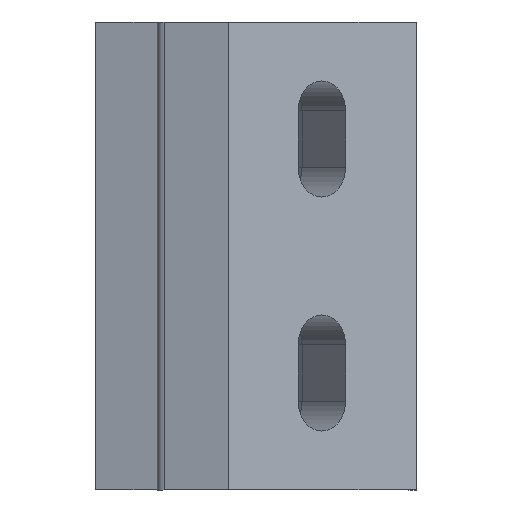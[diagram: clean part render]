
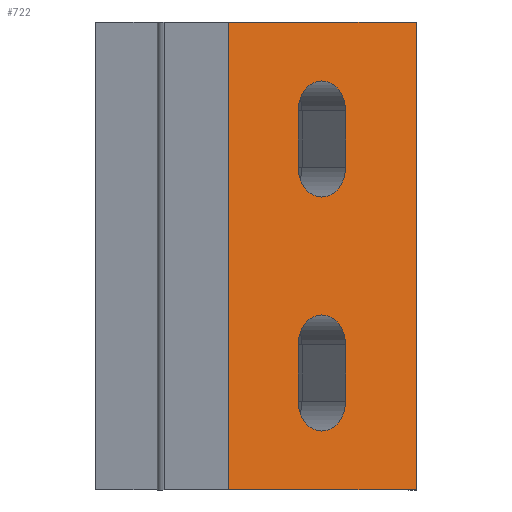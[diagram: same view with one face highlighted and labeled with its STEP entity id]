
A CAD part, left-side view. The second image highlights one B-rep face of the part: STEP entity #722.
In plain terms, the highlighted planar face has unit normal (-0.79, -0.613, 0).
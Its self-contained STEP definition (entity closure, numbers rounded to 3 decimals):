
#19=FACE_BOUND('',#118,.T.);
#20=FACE_BOUND('',#119,.T.);
#41=PLANE('',#784);
#75=FACE_OUTER_BOUND('',#117,.T.);
#117=EDGE_LOOP('',(#636,#637,#638,#639));
#118=EDGE_LOOP('',(#640,#641,#642,#643));
#119=EDGE_LOOP('',(#644,#645,#646,#647));
#161=LINE('',#1094,#237);
#168=LINE('',#1112,#244);
#174=LINE('',#1126,#250);
#191=LINE('',#1178,#267);
#192=LINE('',#1182,#268);
#193=LINE('',#1186,#269);
#194=LINE('',#1192,#270);
#195=LINE('',#1195,#271);
#237=VECTOR('',#876,10.);
#244=VECTOR('',#893,10.);
#250=VECTOR('',#909,1000.);
#267=VECTOR('',#964,1000.);
#268=VECTOR('',#967,10.);
#269=VECTOR('',#970,10.);
#270=VECTOR('',#975,10.);
#271=VECTOR('',#978,10.);
#302=CIRCLE('',#785,1.6);
#303=CIRCLE('',#786,1.6);
#304=CIRCLE('',#787,1.6);
#305=CIRCLE('',#788,1.6);
#338=VERTEX_POINT('',#1090);
#340=VERTEX_POINT('',#1093);
#344=VERTEX_POINT('',#1108);
#346=VERTEX_POINT('',#1111);
#366=VERTEX_POINT('',#1180);
#367=VERTEX_POINT('',#1181);
#368=VERTEX_POINT('',#1183);
#369=VERTEX_POINT('',#1185);
#370=VERTEX_POINT('',#1188);
#371=VERTEX_POINT('',#1189);
#372=VERTEX_POINT('',#1191);
#373=VERTEX_POINT('',#1193);
#417=EDGE_CURVE('',#340,#338,#161,.T.);
#426=EDGE_CURVE('',#346,#344,#168,.T.);
#434=EDGE_CURVE('',#340,#344,#174,.T.);
#459=EDGE_CURVE('',#338,#346,#191,.T.);
#460=EDGE_CURVE('',#366,#367,#192,.T.);
#461=EDGE_CURVE('',#366,#368,#302,.T.);
#462=EDGE_CURVE('',#368,#369,#193,.T.);
#463=EDGE_CURVE('',#369,#367,#303,.T.);
#464=EDGE_CURVE('',#370,#371,#304,.F.);
#465=EDGE_CURVE('',#370,#372,#194,.F.);
#466=EDGE_CURVE('',#373,#372,#305,.F.);
#467=EDGE_CURVE('',#371,#373,#195,.F.);
#636=ORIENTED_EDGE('',*,*,#417,.T.);
#637=ORIENTED_EDGE('',*,*,#459,.T.);
#638=ORIENTED_EDGE('',*,*,#426,.T.);
#639=ORIENTED_EDGE('',*,*,#434,.F.);
#640=ORIENTED_EDGE('',*,*,#460,.F.);
#641=ORIENTED_EDGE('',*,*,#461,.T.);
#642=ORIENTED_EDGE('',*,*,#462,.T.);
#643=ORIENTED_EDGE('',*,*,#463,.T.);
#644=ORIENTED_EDGE('',*,*,#464,.F.);
#645=ORIENTED_EDGE('',*,*,#465,.T.);
#646=ORIENTED_EDGE('',*,*,#466,.F.);
#647=ORIENTED_EDGE('',*,*,#467,.F.);
#722=ADVANCED_FACE('',(#75,#19,#20),#41,.T.);
#784=AXIS2_PLACEMENT_3D('',#1179,#965,#966);
#785=AXIS2_PLACEMENT_3D('',#1184,#968,#969);
#786=AXIS2_PLACEMENT_3D('',#1187,#971,#972);
#787=AXIS2_PLACEMENT_3D('',#1190,#973,#974);
#788=AXIS2_PLACEMENT_3D('',#1194,#976,#977);
#876=DIRECTION('',(0.,0.,-1.));
#893=DIRECTION('',(0.,0.,1.));
#909=DIRECTION('',(0.613,-0.79,0.));
#964=DIRECTION('',(0.613,-0.79,0.));
#965=DIRECTION('center_axis',(-0.79,-0.613,0.));
#966=DIRECTION('ref_axis',(-0.613,0.79,0.));
#967=DIRECTION('',(0.,0.,1.));
#968=DIRECTION('center_axis',(0.79,0.613,0.));
#969=DIRECTION('ref_axis',(0.613,-0.79,0.));
#970=DIRECTION('',(0.,0.,1.));
#971=DIRECTION('center_axis',(0.79,0.613,0.));
#972=DIRECTION('ref_axis',(0.613,-0.79,0.));
#973=DIRECTION('center_axis',(0.79,0.613,0.));
#974=DIRECTION('ref_axis',(0.613,-0.79,0.));
#975=DIRECTION('',(0.,0.,1.));
#976=DIRECTION('center_axis',(0.79,0.613,0.));
#977=DIRECTION('ref_axis',(0.613,-0.79,0.));
#978=DIRECTION('',(0.,0.,1.));
#1090=CARTESIAN_POINT('',(-243.264,503.091,-412.157));
#1093=CARTESIAN_POINT('',(-243.264,503.091,-387.157));
#1094=CARTESIAN_POINT('',(-243.264,503.091,-399.887));
#1108=CARTESIAN_POINT('',(-235.487,493.056,-387.157));
#1111=CARTESIAN_POINT('',(-235.487,493.056,-412.157));
#1112=CARTESIAN_POINT('',(-235.487,493.056,-399.887));
#1126=CARTESIAN_POINT('',(-239.395,498.1,-387.157));
#1178=CARTESIAN_POINT('',(-243.683,503.633,-412.157));
#1179=CARTESIAN_POINT('Origin',(-239.395,498.1,-412.157));
#1180=CARTESIAN_POINT('',(-238.415,496.835,-394.907));
#1181=CARTESIAN_POINT('',(-238.415,496.835,-391.907));
#1182=CARTESIAN_POINT('',(-238.415,496.835,-409.782));
#1183=CARTESIAN_POINT('',(-240.375,499.365,-394.907));
#1184=CARTESIAN_POINT('Origin',(-239.395,498.1,-394.907));
#1185=CARTESIAN_POINT('',(-240.375,499.365,-391.907));
#1186=CARTESIAN_POINT('',(-240.375,499.365,-409.782));
#1187=CARTESIAN_POINT('Origin',(-239.395,498.1,-391.907));
#1188=CARTESIAN_POINT('',(-238.415,496.835,-404.407));
#1189=CARTESIAN_POINT('',(-240.375,499.365,-404.407));
#1190=CARTESIAN_POINT('Origin',(-239.395,498.1,-404.407));
#1191=CARTESIAN_POINT('',(-238.415,496.835,-407.407));
#1192=CARTESIAN_POINT('',(-238.415,496.835,-409.782));
#1193=CARTESIAN_POINT('',(-240.375,499.365,-407.407));
#1194=CARTESIAN_POINT('Origin',(-239.395,498.1,-407.407));
#1195=CARTESIAN_POINT('',(-240.375,499.365,-409.782));
